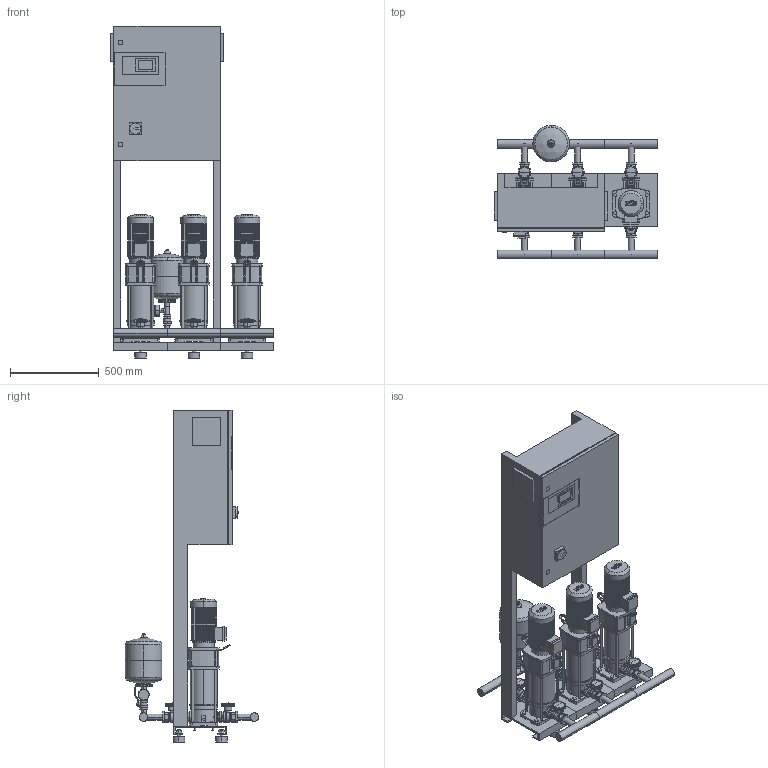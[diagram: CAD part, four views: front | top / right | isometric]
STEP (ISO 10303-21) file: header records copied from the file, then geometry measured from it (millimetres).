
FILE_DESCRIPTION((''),'2;1');
FILE_NAME('3d_COR-3HELIXV406_K_CC-01-2536467.stp','2016-01-22T13:47:14',(''),(''),'Mechanical Desktop 2009','Mechanical Desktop 2009',', , ');
FILE_SCHEMA(('CONFIG_CONTROL_DESIGN'));
Length unit declared in the file: millimetre
Products named in the file (1): Product
Bounding box: 920 x 750.15 x 1870 mm (x, y, z)
Volume: 181389299.6 mm3; surface area: 7423958.6 mm2
Topology: 126 solids, 126 shells, 3764 faces, 9619 edges, 6321 vertices
Faces by surface type: plane 1734, cylinder 1029, bspline 821, cone 156, torus 22, sphere 2
Entity records: 120053 total; most frequent: CARTESIAN_POINT 28978, ORIENTED_EDGE 19214, DIRECTION 17872, EDGE_CURVE 9607, VERTEX_POINT 6315, VECTOR 6314, LINE 6314, AXIS2_PLACEMENT_3D 5779
